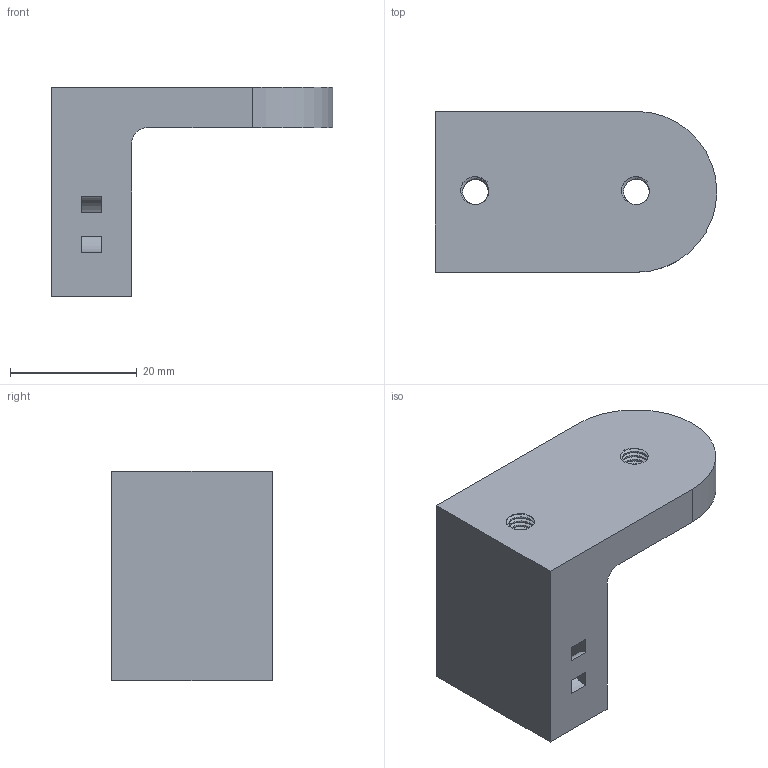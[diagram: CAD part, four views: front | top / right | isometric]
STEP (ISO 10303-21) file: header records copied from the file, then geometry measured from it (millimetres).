
FILE_DESCRIPTION(/* description */ (''),/* implementation_level */ '2;1');
FILE_NAME(/* name */ 'Cable Chain Axle Mount.step',/* time_stamp */ '2023-09-20T18:57:39-04:00',/* author */ (''),/* organization */ (''),/* preprocessor_version */ 'ST-DEVELOPER v20',/* originating_system */ 'Autodesk Translation Framework v12.9.0.99',/* authorisation */ '');
FILE_SCHEMA (('AUTOMOTIVE_DESIGN { 1 0 10303 214 3 1 1 }'));
Length unit declared in the file: inch
Products named in the file (1): Cable Chain Axle Mount
Bounding box: 44.45 x 25.4 x 33.02 mm (x, y, z)
Volume: 14606.5 mm3; surface area: 5929 mm2
Topology: 1 solids, 1 shells, 124 faces, 366 edges, 244 vertices
Faces by surface type: cylinder 109, plane 11, bspline 4
Full cylindrical faces by diameter (mm): 4.064 x16, 4.826 x25
Entity records: 9667 total; most frequent: CARTESIAN_POINT 6721, ORIENTED_EDGE 732, DIRECTION 414, EDGE_CURVE 366, VERTEX_POINT 244, B_SPLINE_CURVE_WITH_KNOTS 214, AXIS2_PLACEMENT_3D 141, EDGE_LOOP 132
